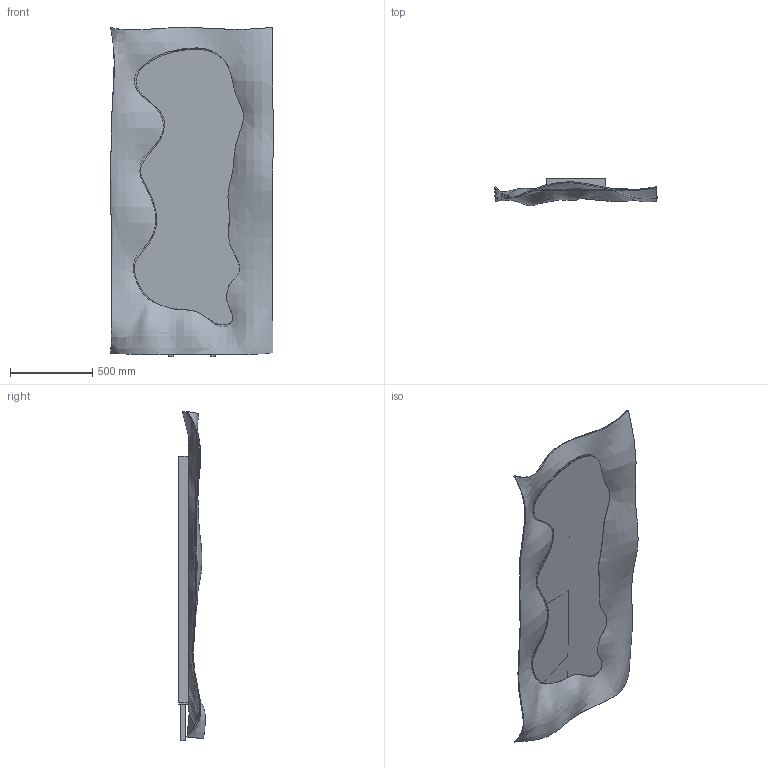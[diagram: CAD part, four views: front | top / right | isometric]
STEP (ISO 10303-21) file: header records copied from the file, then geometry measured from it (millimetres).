
FILE_DESCRIPTION(/* description */ (''),/* implementation_level */ '2;1');
FILE_NAME(/* name */ 'PHANTO~1',/* time_stamp */ '2021-05-19T17:51:03+02:00',/* author */ (''),/* organization */ (''),/* preprocessor_version */ 'ST-DEVELOPER v16.5',/* originating_system */ '',/* authorisation */ '');
FILE_SCHEMA (('AUTOMOTIVE_DESIGN'));
Length unit declared in the file: millimetre
Products named in the file (1): Document
Bounding box: 991.11 x 164.38 x 2006.08 mm (x, y, z)
Volume: 14538687.5 mm3; surface area: 6650101.8 mm2
Topology: 11 solids, 12 shells, 90 faces, 202 edges, 130 vertices
Faces by surface type: plane 64, bspline 26
Entity records: 84485 total; most frequent: CARTESIAN_POINT 82948, ORIENTED_EDGE 377, EDGE_CURVE 196, B_SPLINE_CURVE_WITH_KNOTS 171, VERTEX_POINT 130, EDGE_LOOP 103, ADVANCED_FACE 89, FACE_OUTER_BOUND 89
